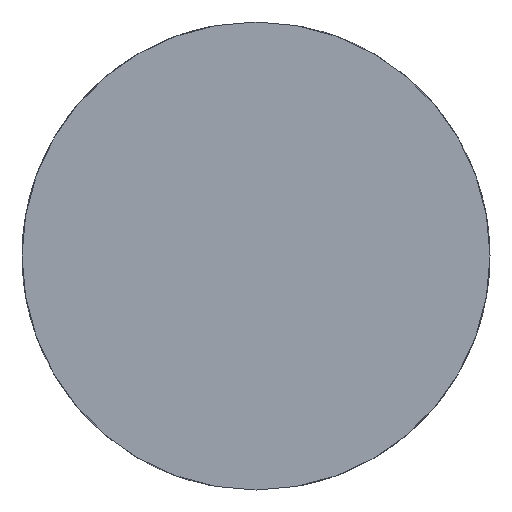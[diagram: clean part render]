
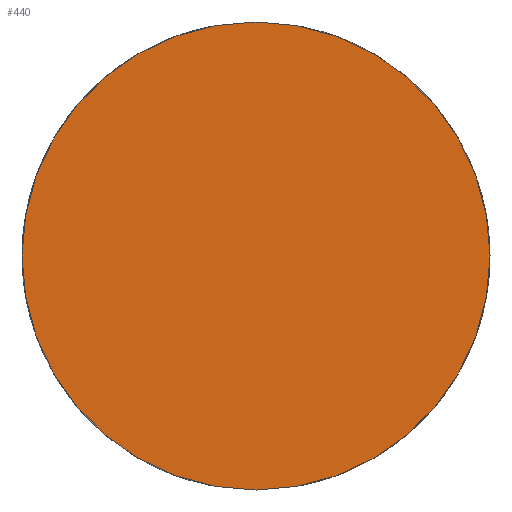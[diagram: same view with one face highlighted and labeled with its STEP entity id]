
A CAD part, front view. The second image highlights one B-rep face of the part: STEP entity #440.
In plain terms, the highlighted planar face has unit normal (0, -1, 0).
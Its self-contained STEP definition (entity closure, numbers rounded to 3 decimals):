
#44 = DIRECTION ( 'NONE',  ( 0., 0., 1. ) ) ;
#52 = AXIS2_PLACEMENT_3D ( 'NONE', #610, #500, #44 ) ;
#73 = AXIS2_PLACEMENT_3D ( 'NONE', #209, #137, #244 ) ;
#102 = ORIENTED_EDGE ( 'NONE', *, *, #415, .F. ) ;
#131 = CIRCLE ( 'NONE', #73, 18. ) ;
#137 = DIRECTION ( 'NONE',  ( 0., 1., 0. ) ) ;
#182 = AXIS2_PLACEMENT_3D ( 'NONE', #293, #589, #628 ) ;
#209 = CARTESIAN_POINT ( 'NONE',  ( 0., 0., 0. ) ) ;
#244 = DIRECTION ( 'NONE',  ( 0., 0., 1. ) ) ;
#279 = EDGE_CURVE ( 'NONE', #497, #555, #586, .T. ) ;
#290 = CARTESIAN_POINT ( 'NONE',  ( 0., 0., -18. ) ) ;
#293 = CARTESIAN_POINT ( 'NONE',  ( 0., 0., 0. ) ) ;
#321 = EDGE_LOOP ( 'NONE', ( #499, #102 ) ) ;
#402 = FACE_OUTER_BOUND ( 'NONE', #321, .T. ) ;
#415 = EDGE_CURVE ( 'NONE', #555, #497, #131, .T. ) ;
#416 = PLANE ( 'NONE',  #52 ) ;
#440 = ADVANCED_FACE ( 'NONE', ( #402 ), #416, .F. ) ;
#477 = CARTESIAN_POINT ( 'NONE',  ( 0., 0., 18. ) ) ;
#497 = VERTEX_POINT ( 'NONE', #290 ) ;
#499 = ORIENTED_EDGE ( 'NONE', *, *, #279, .F. ) ;
#500 = DIRECTION ( 'NONE',  ( 0., 1., 0. ) ) ;
#555 = VERTEX_POINT ( 'NONE', #477 ) ;
#586 = CIRCLE ( 'NONE', #182, 18. ) ;
#589 = DIRECTION ( 'NONE',  ( 0., 1., 0. ) ) ;
#610 = CARTESIAN_POINT ( 'NONE',  ( 0., 0., 0. ) ) ;
#628 = DIRECTION ( 'NONE',  ( 0., 0., 1. ) ) ;
